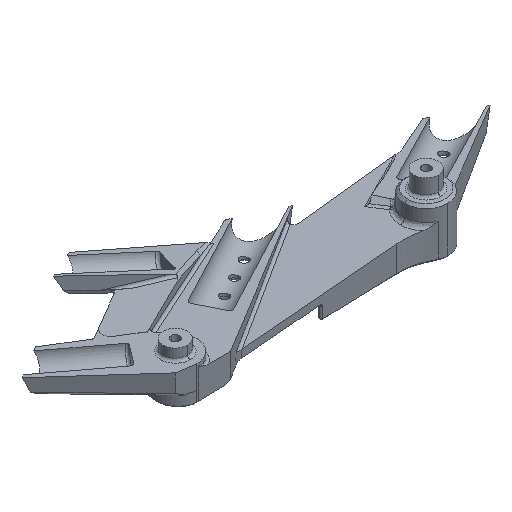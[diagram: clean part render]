
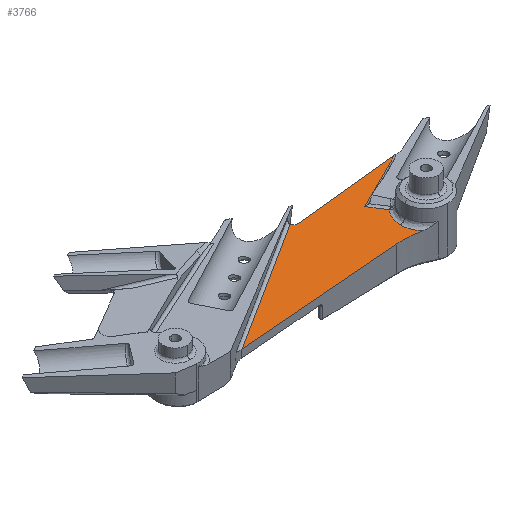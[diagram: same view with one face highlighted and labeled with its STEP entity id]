
A CAD part, isometric view. The second image highlights one B-rep face of the part: STEP entity #3766.
In plain terms, the highlighted planar face has unit normal (0, 0, 1).
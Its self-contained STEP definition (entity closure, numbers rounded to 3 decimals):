
#146 = EDGE_CURVE ( 'NONE', #1655, #4376, #9419, .T. ) ;
#202 = ORIENTED_EDGE ( 'NONE', *, *, #146, .F. ) ;
#444 = EDGE_CURVE ( 'NONE', #4105, #5616, #10524, .T. ) ;
#452 = CARTESIAN_POINT ( 'NONE',  ( -614.158, 481.883, -143.25 ) ) ;
#473 = CARTESIAN_POINT ( 'NONE',  ( -678.521, 561.311, -143.25 ) ) ;
#605 = CARTESIAN_POINT ( 'NONE',  ( -620.953, 500.897, -143.25 ) ) ;
#655 = EDGE_CURVE ( 'NONE', #5234, #4105, #11631, .T. ) ;
#722 = CARTESIAN_POINT ( 'NONE',  ( -611.952, 522.322, -143.25 ) ) ;
#750 = EDGE_CURVE ( 'NONE', #5616, #5432, #10533, .T. ) ;
#1330 = EDGE_CURVE ( 'NONE', #4376, #5234, #12255, .T. ) ;
#1343 = EDGE_LOOP ( 'NONE', ( #9718, #8525, #7384, #9038, #202, #7133, #12567, #7865, #7867 ) ) ;
#1447 = CARTESIAN_POINT ( 'NONE',  ( -617.788, 516.602, -143.25 ) ) ;
#1633 = CARTESIAN_POINT ( 'NONE',  ( -623.194, 539.883, -143.25 ) ) ;
#1655 = VERTEX_POINT ( 'NONE', #1885 ) ;
#1744 = CARTESIAN_POINT ( 'NONE',  ( -836.787, 468.162, -143.25 ) ) ;
#1885 = CARTESIAN_POINT ( 'NONE',  ( -683.983, 565.508, -143.25 ) ) ;
#2206 = DIRECTION ( 'NONE',  ( -1., 0., 0. ) ) ;
#2225 = DIRECTION ( 'NONE',  ( 0., 0., 1. ) ) ;
#2226 = CARTESIAN_POINT ( 'NONE',  ( -634.552, 389.098, -143.25 ) ) ;
#2428 = CARTESIAN_POINT ( 'NONE',  ( -642.158, 483.793, -143.25 ) ) ;
#2811 = DIRECTION ( 'NONE',  ( -1., 0., 0. ) ) ;
#2843 = DIRECTION ( 'NONE',  ( 0., 0., -1. ) ) ;
#2859 = CARTESIAN_POINT ( 'NONE',  ( -703.816, 558.652, -143.25 ) ) ;
#3106 = PLANE ( 'NONE',  #4700 ) ;
#3125 =( BOUNDED_CURVE ( )  B_SPLINE_CURVE ( 3, ( #11726, #11746, #9875, #9860 ),
 .UNSPECIFIED., .F., .F. ) 
 B_SPLINE_CURVE_WITH_KNOTS ( ( 4, 4 ),
 ( 0., 1. ),
 .UNSPECIFIED. ) 
 CURVE ( )  GEOMETRIC_REPRESENTATION_ITEM ( )  RATIONAL_B_SPLINE_CURVE ( ( 1., 0.961, 0.961, 1. ) ) 
 REPRESENTATION_ITEM ( '' )  );
#3434 = VECTOR ( 'NONE', #3458, 1000. ) ;
#3458 = DIRECTION ( 'NONE',  ( -0.997, -0.08, 0. ) ) ;
#3530 = CARTESIAN_POINT ( 'NONE',  ( -679.044, 566.284, -143.25 ) ) ;
#3577 = LINE ( 'NONE', #2428, #3434 ) ;
#3641 = CARTESIAN_POINT ( 'NONE',  ( -611.952, 522.322, -143.25 ) ) ;
#3766 = ADVANCED_FACE ( 'NONE', ( #11520 ), #3106, .F. ) ;
#4027 = CARTESIAN_POINT ( 'NONE',  ( -554.03, 574.4, -143.25 ) ) ;
#4105 = VERTEX_POINT ( 'NONE', #5795 ) ;
#4376 = VERTEX_POINT ( 'NONE', #473 ) ;
#4700 = AXIS2_PLACEMENT_3D ( 'NONE', #2859, #2843, #2811 ) ;
#4716 = EDGE_CURVE ( 'NONE', #5432, #5528, #3125, .T. ) ;
#4946 = EDGE_CURVE ( 'NONE', #5528, #9691, #8567, .T. ) ;
#5234 = VERTEX_POINT ( 'NONE', #4027 ) ;
#5431 = CARTESIAN_POINT ( 'NONE',  ( -620.953, 500.897, -143.25 ) ) ;
#5432 = VERTEX_POINT ( 'NONE', #5431 ) ;
#5528 = VERTEX_POINT ( 'NONE', #452 ) ;
#5616 = VERTEX_POINT ( 'NONE', #3641 ) ;
#5788 = LINE ( 'NONE', #5840, #10413 ) ;
#5795 = CARTESIAN_POINT ( 'NONE',  ( -623.194, 539.883, -143.25 ) ) ;
#5803 = EDGE_CURVE ( 'NONE', #11400, #1655, #5788, .T. ) ;
#5840 = CARTESIAN_POINT ( 'NONE',  ( -836.787, 468.162, -143.25 ) ) ;
#5862 = DIRECTION ( 'NONE',  ( 0.843, 0.537, 0. ) ) ;
#6545 = CARTESIAN_POINT ( 'NONE',  ( -620.953, 509.069, -143.25 ) ) ;
#6664 = CARTESIAN_POINT ( 'NONE',  ( -554.03, 574.4, -143.25 ) ) ;
#6798 = DIRECTION ( 'NONE',  ( -0.895, -0.447, 0. ) ) ;
#7133 = ORIENTED_EDGE ( 'NONE', *, *, #5803, .F. ) ;
#7171 = EDGE_CURVE ( 'NONE', #9691, #11400, #3577, .T. ) ;
#7384 = ORIENTED_EDGE ( 'NONE', *, *, #655, .F. ) ;
#7865 = ORIENTED_EDGE ( 'NONE', *, *, #4946, .F. ) ;
#7867 = ORIENTED_EDGE ( 'NONE', *, *, #4716, .F. ) ;
#7949 = DIRECTION ( 'NONE',  ( 0.995, 0.105, 0. ) ) ;
#7972 = CARTESIAN_POINT ( 'NONE',  ( -678.521, 561.311, -143.25 ) ) ;
#8525 = ORIENTED_EDGE ( 'NONE', *, *, #444, .F. ) ;
#8567 = CIRCLE ( 'NONE', #12499, 95. ) ;
#9038 = ORIENTED_EDGE ( 'NONE', *, *, #1330, .F. ) ;
#9139 = DIRECTION ( 'NONE',  ( 0.539, -0.842, 0. ) ) ;
#9186 = AXIS2_PLACEMENT_3D ( 'NONE', #3530, #12664, #10075 ) ;
#9419 = CIRCLE ( 'NONE', #9186, 5. ) ;
#9691 = VERTEX_POINT ( 'NONE', #10539 ) ;
#9718 = ORIENTED_EDGE ( 'NONE', *, *, #750, .F. ) ;
#9860 = CARTESIAN_POINT ( 'NONE',  ( -614.158, 481.883, -143.25 ) ) ;
#9869 = VECTOR ( 'NONE', #7949, 1000. ) ;
#9875 = CARTESIAN_POINT ( 'NONE',  ( -618.596, 487.3, -143.25 ) ) ;
#10075 = DIRECTION ( 'NONE',  ( -1., 0., 0. ) ) ;
#10413 = VECTOR ( 'NONE', #5862, 1000. ) ;
#10524 = LINE ( 'NONE', #1633, #10537 ) ;
#10533 =( BOUNDED_CURVE ( )  B_SPLINE_CURVE ( 3, ( #722, #1447, #6545, #605 ),
 .UNSPECIFIED., .F., .F. ) 
 B_SPLINE_CURVE_WITH_KNOTS ( ( 4, 4 ),
 ( 0., 1. ),
 .UNSPECIFIED. ) 
 CURVE ( )  GEOMETRIC_REPRESENTATION_ITEM ( )  RATIONAL_B_SPLINE_CURVE ( ( 1., 0.948, 0.948, 1. ) ) 
 REPRESENTATION_ITEM ( '' )  );
#10537 = VECTOR ( 'NONE', #9139, 1000. ) ;
#10539 = CARTESIAN_POINT ( 'NONE',  ( -642.158, 483.793, -143.25 ) ) ;
#11400 = VERTEX_POINT ( 'NONE', #1744 ) ;
#11520 = FACE_OUTER_BOUND ( 'NONE', #1343, .T. ) ;
#11623 = VECTOR ( 'NONE', #6798, 1000. ) ;
#11631 = LINE ( 'NONE', #6664, #11623 ) ;
#11726 = CARTESIAN_POINT ( 'NONE',  ( -620.953, 500.897, -143.25 ) ) ;
#11746 = CARTESIAN_POINT ( 'NONE',  ( -620.953, 493.894, -143.25 ) ) ;
#12255 = LINE ( 'NONE', #7972, #9869 ) ;
#12499 = AXIS2_PLACEMENT_3D ( 'NONE', #2226, #2225, #2206 ) ;
#12567 = ORIENTED_EDGE ( 'NONE', *, *, #7171, .F. ) ;
#12664 = DIRECTION ( 'NONE',  ( 0., 0., 1. ) ) ;
